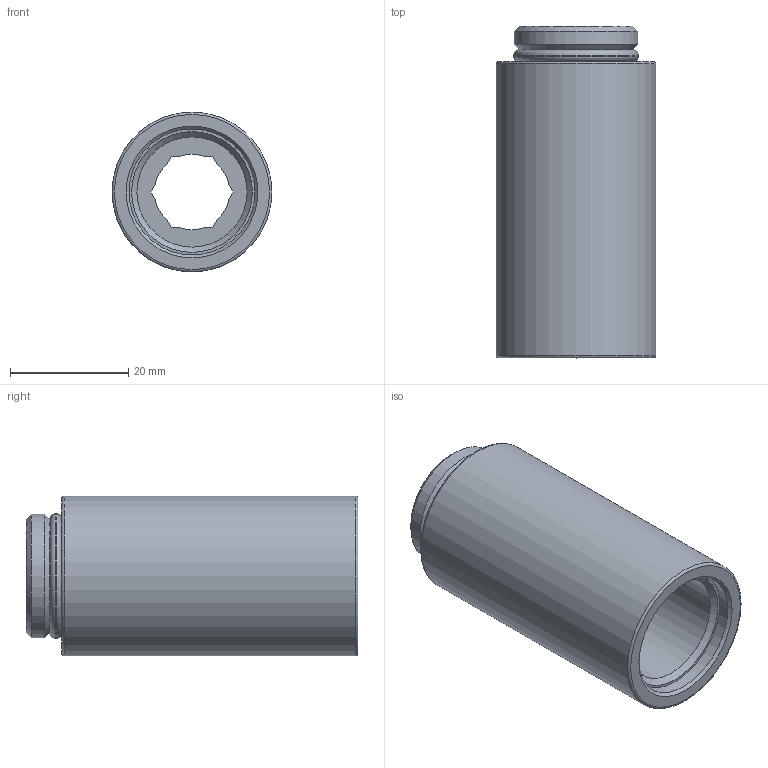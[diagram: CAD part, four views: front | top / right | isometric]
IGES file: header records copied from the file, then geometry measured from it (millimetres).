
Global section: file name: No Iges File Name specified; native system: Autodesk Inventor 2012; preprocessor: AutoDesk Inventor Iges Exporter R2012; author: adaniels; date: 20120816.110150; units: millimetre
Bounding box: 27 x 56 x 27 mm (x, y, z)
Volume: 16576.4 mm3; surface area: 9011.3 mm2
Topology: 2 solids, 2 shells, 38 faces, 87 edges, 55 vertices
Faces by surface type: plane 18, revolution 11, cylinder 4, torus 3, cone 2
Full cylindrical faces by diameter (mm): 18 x1, 20.9 x1, 20.99 x1, 27 x1
